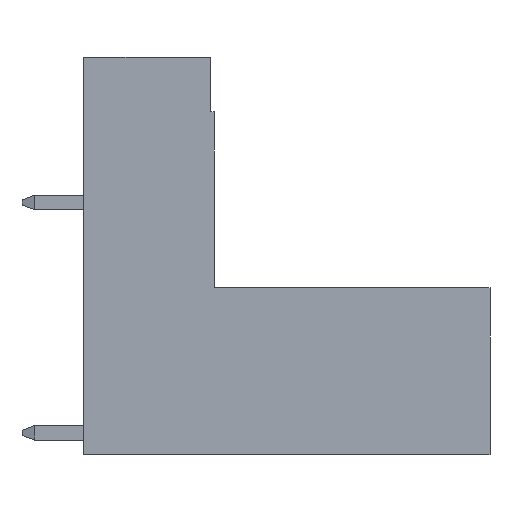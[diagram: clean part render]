
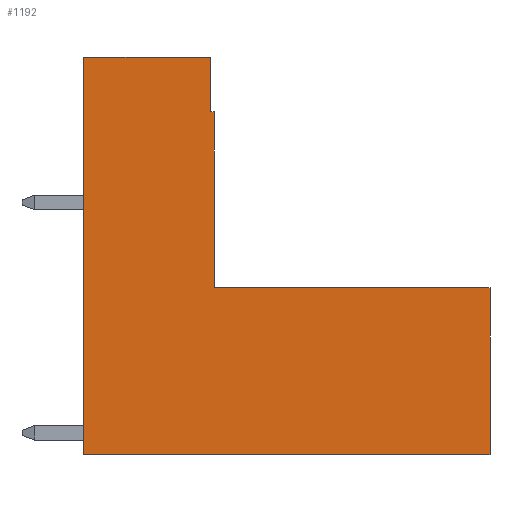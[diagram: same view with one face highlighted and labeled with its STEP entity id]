
A CAD part, left-side view. The second image highlights one B-rep face of the part: STEP entity #1192.
In plain terms, the highlighted planar face has unit normal (-1, 0, 0).
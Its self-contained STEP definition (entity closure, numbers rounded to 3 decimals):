
#1192 = ADVANCED_FACE( '', ( #2386 ), #2387, .T. );
#2386 = FACE_OUTER_BOUND( '', #3592, .T. );
#2387 = PLANE( '', #3593 );
#3592 = EDGE_LOOP( '', ( #6883, #6884, #6885, #6886, #6887, #6888, #6889, #6890 ) );
#3593 = AXIS2_PLACEMENT_3D( '', #6891, #6892, #6893 );
#6883 = ORIENTED_EDGE( '', *, *, #8218, .F. );
#6884 = ORIENTED_EDGE( '', *, *, #8351, .F. );
#6885 = ORIENTED_EDGE( '', *, *, #8747, .T. );
#6886 = ORIENTED_EDGE( '', *, *, #7472, .T. );
#6887 = ORIENTED_EDGE( '', *, *, #8076, .T. );
#6888 = ORIENTED_EDGE( '', *, *, #8114, .T. );
#6889 = ORIENTED_EDGE( '', *, *, #8691, .T. );
#6890 = ORIENTED_EDGE( '', *, *, #8748, .T. );
#6891 = CARTESIAN_POINT( '', ( -6.11, 0., 0. ) );
#6892 = DIRECTION( '', ( -1., 0., 0. ) );
#6893 = DIRECTION( '', ( 0., 0., 1. ) );
#7472 = EDGE_CURVE( '', #8979, #8977, #8980, .T. );
#8076 = EDGE_CURVE( '', #8977, #9992, #9994, .T. );
#8114 = EDGE_CURVE( '', #9992, #10051, #10052, .T. );
#8218 = EDGE_CURVE( '', #10199, #10201, #10202, .T. );
#8351 = EDGE_CURVE( '', #10380, #10199, #10382, .T. );
#8691 = EDGE_CURVE( '', #10051, #10796, #10798, .T. );
#8747 = EDGE_CURVE( '', #10380, #8979, #10857, .T. );
#8748 = EDGE_CURVE( '', #10796, #10201, #10858, .T. );
#8977 = VERTEX_POINT( '', #11164 );
#8979 = VERTEX_POINT( '', #11167 );
#8980 = LINE( '', #11168, #11169 );
#9992 = VERTEX_POINT( '', #12658 );
#9994 = LINE( '', #12661, #12662 );
#10051 = VERTEX_POINT( '', #12746 );
#10052 = LINE( '', #12747, #12748 );
#10199 = VERTEX_POINT( '', #12971 );
#10201 = VERTEX_POINT( '', #12974 );
#10202 = LINE( '', #12975, #12976 );
#10380 = VERTEX_POINT( '', #13244 );
#10382 = LINE( '', #13247, #13248 );
#10796 = VERTEX_POINT( '', #13884 );
#10798 = LINE( '', #13887, #13888 );
#10857 = LINE( '', #13966, #13967 );
#10858 = LINE( '', #13968, #13969 );
#11164 = CARTESIAN_POINT( '', ( -6.11, 11.2, -4.6 ) );
#11167 = CARTESIAN_POINT( '', ( -6.11, 11.2, 17.3 ) );
#11168 = CARTESIAN_POINT( '', ( -6.11, 11.2, 17.3 ) );
#11169 = VECTOR( '', #14146, 1000. );
#12658 = CARTESIAN_POINT( '', ( -6.11, -11.2, -4.6 ) );
#12661 = CARTESIAN_POINT( '', ( -6.11, 11.2, -4.6 ) );
#12662 = VECTOR( '', #14664, 1000. );
#12746 = CARTESIAN_POINT( '', ( -6.11, -11.2, 4.6 ) );
#12747 = CARTESIAN_POINT( '', ( -6.11, -11.2, -4.6 ) );
#12748 = VECTOR( '', #14695, 1000. );
#12971 = CARTESIAN_POINT( '', ( -6.11, 4.2, 14.3 ) );
#12974 = CARTESIAN_POINT( '', ( -6.11, 4., 14.3 ) );
#12975 = CARTESIAN_POINT( '', ( -6.11, 4.2, 14.3 ) );
#12976 = VECTOR( '', #14773, 1000. );
#13244 = CARTESIAN_POINT( '', ( -6.11, 4.2, 17.3 ) );
#13247 = CARTESIAN_POINT( '', ( -6.11, 4.2, 17.3 ) );
#13248 = VECTOR( '', #14886, 1000. );
#13884 = CARTESIAN_POINT( '', ( -6.11, 4., 4.6 ) );
#13887 = CARTESIAN_POINT( '', ( -6.11, -11.2, 4.6 ) );
#13888 = VECTOR( '', #15134, 1000. );
#13966 = CARTESIAN_POINT( '', ( -6.11, 4., 17.3 ) );
#13967 = VECTOR( '', #15160, 1000. );
#13968 = CARTESIAN_POINT( '', ( -6.11, 4., 4.6 ) );
#13969 = VECTOR( '', #15161, 1000. );
#14146 = DIRECTION( '', ( 0., 0., -1. ) );
#14664 = DIRECTION( '', ( 0., -1., 0. ) );
#14695 = DIRECTION( '', ( 0., 0., 1. ) );
#14773 = DIRECTION( '', ( 0., -1., 0. ) );
#14886 = DIRECTION( '', ( 0., 0., -1. ) );
#15134 = DIRECTION( '', ( 0., 1., 0. ) );
#15160 = DIRECTION( '', ( 0., 1., 0. ) );
#15161 = DIRECTION( '', ( 0., 0., 1. ) );
